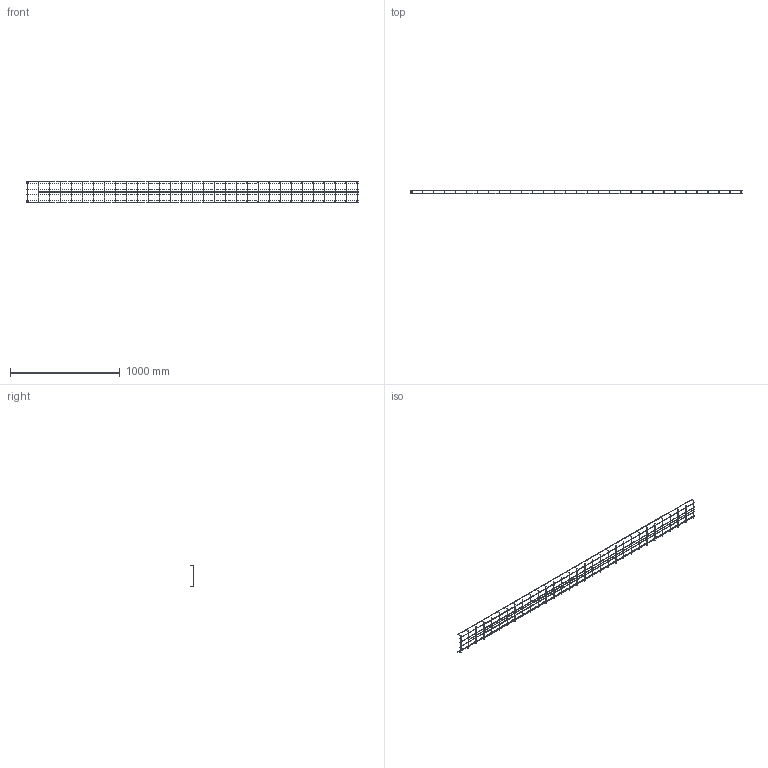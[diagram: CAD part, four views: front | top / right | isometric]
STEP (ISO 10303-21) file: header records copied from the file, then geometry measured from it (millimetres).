
FILE_DESCRIPTION (( 'STEP AP214' ), '1' );
FILE_NAME ('6000057.stp', '2016-11-11T12:12:16', ( '' ), ( '' ), 'SwSTEP 2.0', 'SolidWorks 2016', '' );
FILE_SCHEMA (( 'AUTOMOTIVE_DESIGN' ));
Length unit declared in the file: millimetre
Products named in the file (1): 6000057
Bounding box: 3022 x 34.81 x 200 mm (x, y, z)
Volume: 326856.7 mm3; surface area: 342754.2 mm2
Topology: 2 solids, 2 shells, 412 faces, 1514 edges, 924 vertices
Faces by surface type: cylinder 206, torus 128, plane 78
Entity records: 24785 total; most frequent: CARTESIAN_POINT 12579, ORIENTED_EDGE 3028, DIRECTION 2112, EDGE_CURVE 1514, VERTEX_POINT 924, AXIS2_PLACEMENT_3D 825, EDGE_LOOP 540, B_SPLINE_CURVE_WITH_KNOTS 512
